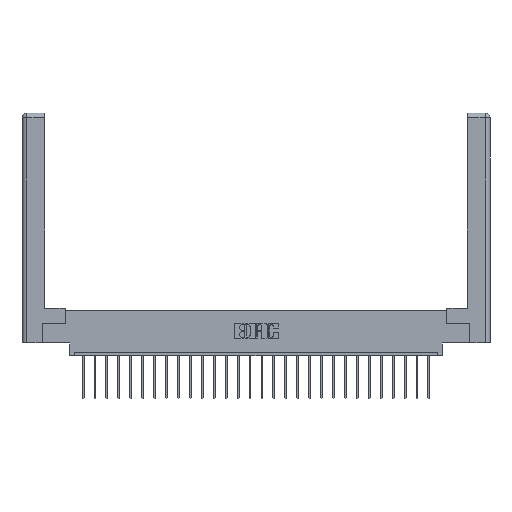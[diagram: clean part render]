
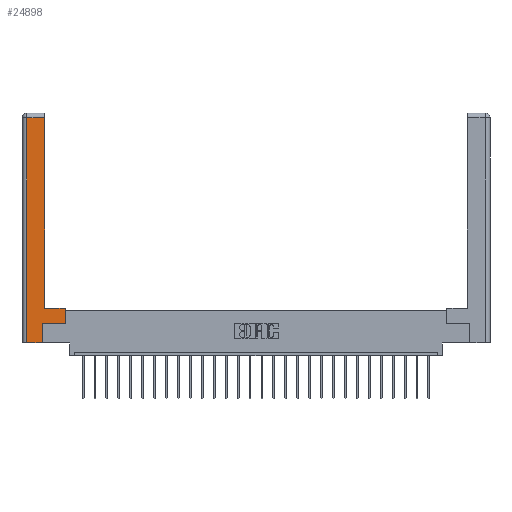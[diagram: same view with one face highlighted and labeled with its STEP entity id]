
A CAD part, top view. The second image highlights one B-rep face of the part: STEP entity #24898.
In plain terms, the highlighted planar face has unit normal (0, 0, 1).
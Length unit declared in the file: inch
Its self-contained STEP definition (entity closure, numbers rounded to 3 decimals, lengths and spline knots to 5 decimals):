
#401 = CARTESIAN_POINT ( 'NONE',  ( 0.0615, 0., 0. ) ) ;
#767 = DIRECTION ( 'NONE',  ( -1., 0., 0. ) ) ;
#905 = LINE ( 'NONE', #4879, #15386 ) ;
#1293 = EDGE_CURVE ( 'NONE', #10445, #25311, #1723, .T. ) ;
#1444 = CARTESIAN_POINT ( 'NONE',  ( 0.295, 2.94, 0. ) ) ;
#1723 = LINE ( 'NONE', #4640, #22987 ) ;
#2068 = VERTEX_POINT ( 'NONE', #2816 ) ;
#2816 = CARTESIAN_POINT ( 'NONE',  ( 0.565, 0.245, 0. ) ) ;
#3106 = ORIENTED_EDGE ( 'NONE', *, *, #1293, .T. ) ;
#3246 = DIRECTION ( 'NONE',  ( 1., 0., 0. ) ) ;
#3300 = CARTESIAN_POINT ( 'NONE',  ( 0.265, 0.245, 0. ) ) ;
#3915 = VECTOR ( 'NONE', #16183, 39.37008 ) ;
#4640 = CARTESIAN_POINT ( 'NONE',  ( 0.265, 0., 0. ) ) ;
#4675 = EDGE_CURVE ( 'NONE', #2068, #7663, #6091, .T. ) ;
#4879 = CARTESIAN_POINT ( 'NONE',  ( 0.0615, 0., 0. ) ) ;
#5543 = CARTESIAN_POINT ( 'NONE',  ( 0.265, 0., 0. ) ) ;
#6091 = LINE ( 'NONE', #24196, #16390 ) ;
#6827 = LINE ( 'NONE', #7398, #11667 ) ;
#7055 = DIRECTION ( 'NONE',  ( 0., -1., 0. ) ) ;
#7227 = DIRECTION ( 'NONE',  ( 0., 0., -1. ) ) ;
#7398 = CARTESIAN_POINT ( 'NONE',  ( 0.565, 0.245, 0. ) ) ;
#7663 = VERTEX_POINT ( 'NONE', #16195 ) ;
#8022 = CARTESIAN_POINT ( 'NONE',  ( 0.0615, 2.94, 0. ) ) ;
#8334 = LINE ( 'NONE', #20008, #10268 ) ;
#8948 = DIRECTION ( 'NONE',  ( -1., 0., 0. ) ) ;
#9941 = EDGE_LOOP ( 'NONE', ( #26004, #12086, #11578, #3106, #20682, #14097, #12520, #24321 ) ) ;
#10268 = VECTOR ( 'NONE', #15954, 39.37008 ) ;
#10445 = VERTEX_POINT ( 'NONE', #401 ) ;
#10950 = AXIS2_PLACEMENT_3D ( 'NONE', #13085, #7227, #8948 ) ;
#11578 = ORIENTED_EDGE ( 'NONE', *, *, #24804, .T. ) ;
#11667 = VECTOR ( 'NONE', #3246, 39.37008 ) ;
#11770 = LINE ( 'NONE', #22993, #18822 ) ;
#11882 = DIRECTION ( 'NONE',  ( 0., 1., 0. ) ) ;
#12086 = ORIENTED_EDGE ( 'NONE', *, *, #13110, .T. ) ;
#12520 = ORIENTED_EDGE ( 'NONE', *, *, #4675, .T. ) ;
#12667 = VERTEX_POINT ( 'NONE', #1444 ) ;
#13085 = CARTESIAN_POINT ( 'NONE',  ( 0., 0., 0. ) ) ;
#13110 = EDGE_CURVE ( 'NONE', #12667, #25774, #19642, .T. ) ;
#14097 = ORIENTED_EDGE ( 'NONE', *, *, #22708, .T. ) ;
#15001 = DIRECTION ( 'NONE',  ( 1., 0., 0. ) ) ;
#15386 = VECTOR ( 'NONE', #7055, 39.37008 ) ;
#15623 = EDGE_CURVE ( 'NONE', #25066, #12667, #26149, .T. ) ;
#15954 = DIRECTION ( 'NONE',  ( 0., 1., 0. ) ) ;
#16183 = DIRECTION ( 'NONE',  ( 0., 1., 0. ) ) ;
#16195 = CARTESIAN_POINT ( 'NONE',  ( 0.565, 0.45, 0. ) ) ;
#16205 = CARTESIAN_POINT ( 'NONE',  ( 0.295, 0.45, 0. ) ) ;
#16390 = VECTOR ( 'NONE', #11882, 39.37008 ) ;
#17345 = EDGE_CURVE ( 'NONE', #25311, #23896, #8334, .T. ) ;
#18822 = VECTOR ( 'NONE', #20983, 39.37008 ) ;
#19642 = LINE ( 'NONE', #25486, #25095 ) ;
#20008 = CARTESIAN_POINT ( 'NONE',  ( 0.265, 0.245, 0. ) ) ;
#20416 = EDGE_CURVE ( 'NONE', #7663, #25066, #11770, .T. ) ;
#20682 = ORIENTED_EDGE ( 'NONE', *, *, #17345, .T. ) ;
#20983 = DIRECTION ( 'NONE',  ( -1., 0., 0. ) ) ;
#22216 = CARTESIAN_POINT ( 'NONE',  ( 0.295, 3., 0. ) ) ;
#22708 = EDGE_CURVE ( 'NONE', #23896, #2068, #6827, .T. ) ;
#22987 = VECTOR ( 'NONE', #15001, 39.37008 ) ;
#22993 = CARTESIAN_POINT ( 'NONE',  ( 0.295, 0.45, 0. ) ) ;
#23896 = VERTEX_POINT ( 'NONE', #3300 ) ;
#24196 = CARTESIAN_POINT ( 'NONE',  ( 0.565, 0.45, 0. ) ) ;
#24321 = ORIENTED_EDGE ( 'NONE', *, *, #20416, .T. ) ;
#24804 = EDGE_CURVE ( 'NONE', #25774, #10445, #905, .T. ) ;
#24898 = ADVANCED_FACE ( 'NONE', ( #25357 ), #25567, .F. ) ;
#25066 = VERTEX_POINT ( 'NONE', #16205 ) ;
#25095 = VECTOR ( 'NONE', #767, 39.37008 ) ;
#25311 = VERTEX_POINT ( 'NONE', #5543 ) ;
#25357 = FACE_OUTER_BOUND ( 'NONE', #9941, .T. ) ;
#25486 = CARTESIAN_POINT ( 'NONE',  ( 0.0615, 2.94, 0. ) ) ;
#25567 = PLANE ( 'NONE',  #10950 ) ;
#25774 = VERTEX_POINT ( 'NONE', #8022 ) ;
#26004 = ORIENTED_EDGE ( 'NONE', *, *, #15623, .T. ) ;
#26149 = LINE ( 'NONE', #22216, #3915 ) ;
